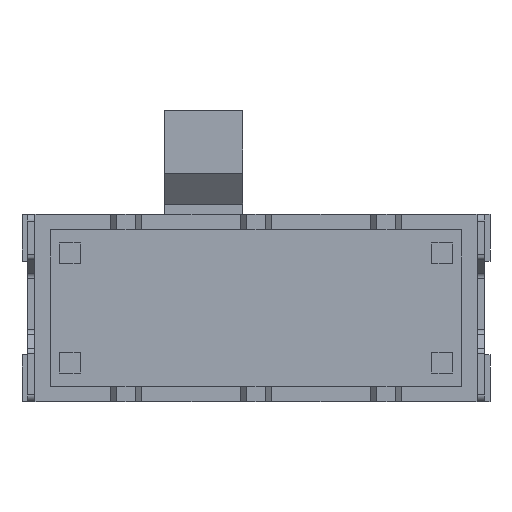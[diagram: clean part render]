
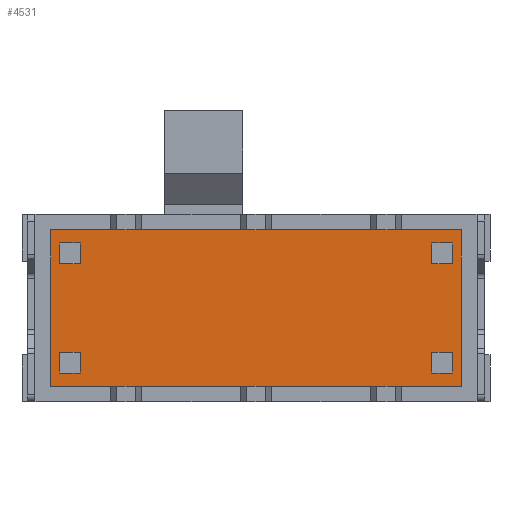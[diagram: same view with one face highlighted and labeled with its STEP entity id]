
A CAD part, front view. The second image highlights one B-rep face of the part: STEP entity #4531.
In plain terms, the highlighted planar face has unit normal (0, -1, 0).
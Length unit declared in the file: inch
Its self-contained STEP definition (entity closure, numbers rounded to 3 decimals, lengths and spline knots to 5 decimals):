
#34=DIRECTION('',(0.,0.,-1.));
#35=VECTOR('',#34,0.11811);
#36=CARTESIAN_POINT('',(0.15551,0.,0.05906));
#37=LINE('',#36,#35);
#38=DIRECTION('',(-1.,0.,0.));
#39=VECTOR('',#38,0.31102);
#40=CARTESIAN_POINT('',(0.15551,0.,-0.05906));
#41=LINE('',#40,#39);
#42=DIRECTION('',(0.,0.,1.));
#43=VECTOR('',#42,0.11811);
#44=CARTESIAN_POINT('',(-0.15551,0.,-0.05906));
#45=LINE('',#44,#43);
#46=DIRECTION('',(1.,0.,0.));
#47=VECTOR('',#46,0.31102);
#48=CARTESIAN_POINT('',(-0.15551,0.,0.05906));
#49=LINE('',#48,#47);
#50=DIRECTION('',(-1.,0.,0.));
#51=VECTOR('',#50,0.01575);
#52=CARTESIAN_POINT('',(-0.13307,0.,-0.03346));
#53=LINE('',#52,#51);
#54=DIRECTION('',(0.,0.,-1.));
#55=VECTOR('',#54,0.01575);
#56=CARTESIAN_POINT('',(-0.14882,0.,-0.03346));
#57=LINE('',#56,#55);
#58=DIRECTION('',(1.,0.,0.));
#59=VECTOR('',#58,0.01575);
#60=CARTESIAN_POINT('',(-0.14882,0.,-0.04921));
#61=LINE('',#60,#59);
#62=DIRECTION('',(0.,0.,1.));
#63=VECTOR('',#62,0.01575);
#64=CARTESIAN_POINT('',(-0.13307,0.,-0.04921));
#65=LINE('',#64,#63);
#66=DIRECTION('',(0.,0.,-1.));
#67=VECTOR('',#66,0.01575);
#68=CARTESIAN_POINT('',(0.13307,0.,-0.03346));
#69=LINE('',#68,#67);
#70=DIRECTION('',(1.,0.,0.));
#71=VECTOR('',#70,0.01575);
#72=CARTESIAN_POINT('',(0.13307,0.,-0.04921));
#73=LINE('',#72,#71);
#74=DIRECTION('',(0.,0.,1.));
#75=VECTOR('',#74,0.01575);
#76=CARTESIAN_POINT('',(0.14882,0.,-0.04921));
#77=LINE('',#76,#75);
#78=DIRECTION('',(-1.,0.,0.));
#79=VECTOR('',#78,0.01575);
#80=CARTESIAN_POINT('',(0.14882,0.,-0.03346));
#81=LINE('',#80,#79);
#82=DIRECTION('',(0.,0.,1.));
#83=VECTOR('',#82,0.01575);
#84=CARTESIAN_POINT('',(-0.13307,0.,0.03346));
#85=LINE('',#84,#83);
#86=DIRECTION('',(-1.,0.,0.));
#87=VECTOR('',#86,0.01575);
#88=CARTESIAN_POINT('',(-0.13307,0.,0.04921));
#89=LINE('',#88,#87);
#90=DIRECTION('',(0.,0.,-1.));
#91=VECTOR('',#90,0.01575);
#92=CARTESIAN_POINT('',(-0.14882,0.,0.04921));
#93=LINE('',#92,#91);
#94=DIRECTION('',(1.,0.,0.));
#95=VECTOR('',#94,0.01575);
#96=CARTESIAN_POINT('',(-0.14882,0.,0.03346));
#97=LINE('',#96,#95);
#98=DIRECTION('',(1.,0.,0.));
#99=VECTOR('',#98,0.01575);
#100=CARTESIAN_POINT('',(0.13307,0.,0.03346));
#101=LINE('',#100,#99);
#102=DIRECTION('',(0.,0.,1.));
#103=VECTOR('',#102,0.01575);
#104=CARTESIAN_POINT('',(0.14882,0.,0.03346));
#105=LINE('',#104,#103);
#106=DIRECTION('',(-1.,0.,0.));
#107=VECTOR('',#106,0.01575);
#108=CARTESIAN_POINT('',(0.14882,0.,0.04921));
#109=LINE('',#108,#107);
#110=DIRECTION('',(0.,0.,-1.));
#111=VECTOR('',#110,0.01575);
#112=CARTESIAN_POINT('',(0.13307,0.,0.04921));
#113=LINE('',#112,#111);
#3560=CARTESIAN_POINT('',(0.15551,0.,0.05906));
#3561=CARTESIAN_POINT('',(0.15551,0.,-0.05906));
#3562=VERTEX_POINT('',#3560);
#3563=VERTEX_POINT('',#3561);
#3564=CARTESIAN_POINT('',(-0.15551,0.,-0.05906));
#3565=VERTEX_POINT('',#3564);
#3566=CARTESIAN_POINT('',(-0.15551,0.,0.05906));
#3567=VERTEX_POINT('',#3566);
#3646=CARTESIAN_POINT('',(-0.13307,0.,-0.03346));
#3647=CARTESIAN_POINT('',(-0.14882,0.,-0.03346));
#3648=VERTEX_POINT('',#3646);
#3649=VERTEX_POINT('',#3647);
#3650=CARTESIAN_POINT('',(-0.14882,0.,-0.04921));
#3651=VERTEX_POINT('',#3650);
#3652=CARTESIAN_POINT('',(-0.13307,0.,-0.04921));
#3653=VERTEX_POINT('',#3652);
#3654=CARTESIAN_POINT('',(0.13307,0.,-0.03346));
#3655=CARTESIAN_POINT('',(0.13307,0.,-0.04921));
#3656=VERTEX_POINT('',#3654);
#3657=VERTEX_POINT('',#3655);
#3658=CARTESIAN_POINT('',(0.14882,0.,-0.04921));
#3659=VERTEX_POINT('',#3658);
#3660=CARTESIAN_POINT('',(0.14882,0.,-0.03346));
#3661=VERTEX_POINT('',#3660);
#3662=CARTESIAN_POINT('',(-0.13307,0.,0.03346));
#3663=CARTESIAN_POINT('',(-0.13307,0.,0.04921));
#3664=VERTEX_POINT('',#3662);
#3665=VERTEX_POINT('',#3663);
#3666=CARTESIAN_POINT('',(-0.14882,0.,0.04921));
#3667=VERTEX_POINT('',#3666);
#3668=CARTESIAN_POINT('',(-0.14882,0.,0.03346));
#3669=VERTEX_POINT('',#3668);
#3670=CARTESIAN_POINT('',(0.13307,0.,0.03346));
#3671=CARTESIAN_POINT('',(0.14882,0.,0.03346));
#3672=VERTEX_POINT('',#3670);
#3673=VERTEX_POINT('',#3671);
#3674=CARTESIAN_POINT('',(0.14882,0.,0.04921));
#3675=VERTEX_POINT('',#3674);
#3676=CARTESIAN_POINT('',(0.13307,0.,0.04921));
#3677=VERTEX_POINT('',#3676);
#4476=CARTESIAN_POINT('',(0.,0.,0.));
#4477=DIRECTION('',(0.,1.,0.));
#4478=DIRECTION('',(1.,0.,0.));
#4479=AXIS2_PLACEMENT_3D('',#4476,#4477,#4478);
#4480=PLANE('',#4479);
#4482=ORIENTED_EDGE('',*,*,#4481,.T.);
#4484=ORIENTED_EDGE('',*,*,#4483,.T.);
#4486=ORIENTED_EDGE('',*,*,#4485,.T.);
#4488=ORIENTED_EDGE('',*,*,#4487,.T.);
#4489=EDGE_LOOP('',(#4482,#4484,#4486,#4488));
#4490=FACE_OUTER_BOUND('',#4489,.F.);
#4492=ORIENTED_EDGE('',*,*,#4491,.T.);
#4494=ORIENTED_EDGE('',*,*,#4493,.T.);
#4496=ORIENTED_EDGE('',*,*,#4495,.T.);
#4498=ORIENTED_EDGE('',*,*,#4497,.T.);
#4499=EDGE_LOOP('',(#4492,#4494,#4496,#4498));
#4500=FACE_BOUND('',#4499,.F.);
#4502=ORIENTED_EDGE('',*,*,#4501,.T.);
#4504=ORIENTED_EDGE('',*,*,#4503,.T.);
#4506=ORIENTED_EDGE('',*,*,#4505,.T.);
#4508=ORIENTED_EDGE('',*,*,#4507,.T.);
#4509=EDGE_LOOP('',(#4502,#4504,#4506,#4508));
#4510=FACE_BOUND('',#4509,.F.);
#4512=ORIENTED_EDGE('',*,*,#4511,.T.);
#4514=ORIENTED_EDGE('',*,*,#4513,.T.);
#4516=ORIENTED_EDGE('',*,*,#4515,.T.);
#4518=ORIENTED_EDGE('',*,*,#4517,.T.);
#4519=EDGE_LOOP('',(#4512,#4514,#4516,#4518));
#4520=FACE_BOUND('',#4519,.F.);
#4522=ORIENTED_EDGE('',*,*,#4521,.T.);
#4524=ORIENTED_EDGE('',*,*,#4523,.T.);
#4526=ORIENTED_EDGE('',*,*,#4525,.T.);
#4528=ORIENTED_EDGE('',*,*,#4527,.T.);
#4529=EDGE_LOOP('',(#4522,#4524,#4526,#4528));
#4530=FACE_BOUND('',#4529,.F.);
#4531=ADVANCED_FACE('',(#4490,#4500,#4510,#4520,#4530),#4480,.F.);
#4481=EDGE_CURVE('',#3562,#3563,#37,.T.);
#4483=EDGE_CURVE('',#3563,#3565,#41,.T.);
#4485=EDGE_CURVE('',#3565,#3567,#45,.T.);
#4487=EDGE_CURVE('',#3567,#3562,#49,.T.);
#4491=EDGE_CURVE('',#3648,#3649,#53,.T.);
#4493=EDGE_CURVE('',#3649,#3651,#57,.T.);
#4495=EDGE_CURVE('',#3651,#3653,#61,.T.);
#4497=EDGE_CURVE('',#3653,#3648,#65,.T.);
#4501=EDGE_CURVE('',#3656,#3657,#69,.T.);
#4503=EDGE_CURVE('',#3657,#3659,#73,.T.);
#4505=EDGE_CURVE('',#3659,#3661,#77,.T.);
#4507=EDGE_CURVE('',#3661,#3656,#81,.T.);
#4511=EDGE_CURVE('',#3664,#3665,#85,.T.);
#4513=EDGE_CURVE('',#3665,#3667,#89,.T.);
#4515=EDGE_CURVE('',#3667,#3669,#93,.T.);
#4517=EDGE_CURVE('',#3669,#3664,#97,.T.);
#4521=EDGE_CURVE('',#3672,#3673,#101,.T.);
#4523=EDGE_CURVE('',#3673,#3675,#105,.T.);
#4525=EDGE_CURVE('',#3675,#3677,#109,.T.);
#4527=EDGE_CURVE('',#3677,#3672,#113,.T.);
